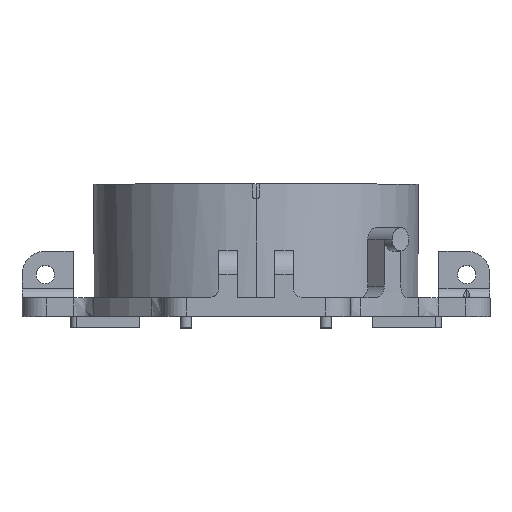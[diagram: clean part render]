
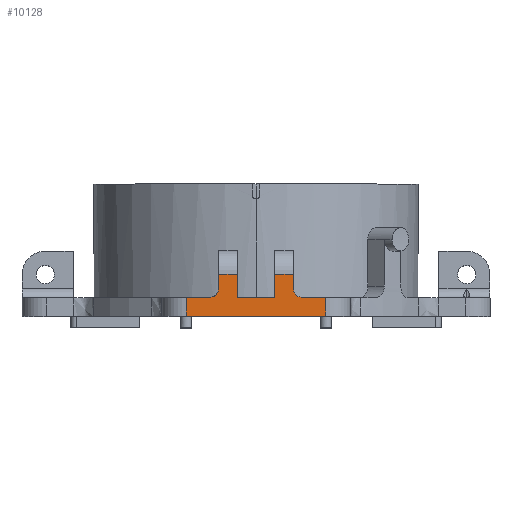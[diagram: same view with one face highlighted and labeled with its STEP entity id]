
A CAD part, top view. The second image highlights one B-rep face of the part: STEP entity #10128.
In plain terms, the highlighted planar face has unit normal (0, 0, 1).
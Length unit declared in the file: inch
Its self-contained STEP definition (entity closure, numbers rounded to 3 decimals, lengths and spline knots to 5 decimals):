
#44 = EDGE_CURVE ( 'NONE', #1324, #3093, #2680, .T. ) ;
#71 = VECTOR ( 'NONE', #2718, 39.37008 ) ;
#148 = VECTOR ( 'NONE', #5809, 39.37008 ) ;
#151 = CARTESIAN_POINT ( 'NONE',  ( -0.2, 0.165, 1.25421 ) ) ;
#156 = ORIENTED_EDGE ( 'NONE', *, *, #4409, .F. ) ;
#200 = ORIENTED_EDGE ( 'NONE', *, *, #6214, .T. ) ;
#219 = CARTESIAN_POINT ( 'NONE',  ( -0.2, 0.09, 1.25421 ) ) ;
#297 = LINE ( 'NONE', #3704, #8512 ) ;
#430 = VECTOR ( 'NONE', #1058, 39.37008 ) ;
#493 = DIRECTION ( 'NONE',  ( 1., 0., 0. ) ) ;
#558 = EDGE_CURVE ( 'NONE', #6053, #1224, #8374, .T. ) ;
#575 = LINE ( 'NONE', #2249, #8795 ) ;
#621 = EDGE_CURVE ( 'NONE', #9731, #10755, #9431, .T. ) ;
#732 = CARTESIAN_POINT ( 'NONE',  ( -0.1, 0.04, 1.25421 ) ) ;
#909 = LINE ( 'NONE', #3461, #1312 ) ;
#1058 = DIRECTION ( 'NONE',  ( -1., 0., 0. ) ) ;
#1152 = CARTESIAN_POINT ( 'NONE',  ( 0.2, 0.165, 1.25421 ) ) ;
#1153 = CARTESIAN_POINT ( 'NONE',  ( 0.2, 0.29, 1.25421 ) ) ;
#1224 = VERTEX_POINT ( 'NONE', #219 ) ;
#1231 = ORIENTED_EDGE ( 'NONE', *, *, #2608, .T. ) ;
#1251 = DIRECTION ( 'NONE',  ( 0., 0., -1. ) ) ;
#1252 = LINE ( 'NONE', #6117, #71 ) ;
#1260 = CIRCLE ( 'NONE', #4776, 0.05 ) ;
#1294 = EDGE_CURVE ( 'NONE', #9814, #6053, #8495, .T. ) ;
#1312 = VECTOR ( 'NONE', #3645, 39.37008 ) ;
#1324 = VERTEX_POINT ( 'NONE', #7132 ) ;
#1365 = CARTESIAN_POINT ( 'NONE',  ( -0.25, 0.09, 1.25421 ) ) ;
#1390 = EDGE_CURVE ( 'NONE', #1224, #1324, #10346, .T. ) ;
#1435 = ORIENTED_EDGE ( 'NONE', *, *, #3294, .T. ) ;
#2249 = CARTESIAN_POINT ( 'NONE',  ( -0.375, 1.10686, 1.25421 ) ) ;
#2306 = EDGE_CURVE ( 'NONE', #9282, #7420, #1260, .T. ) ;
#2345 = LINE ( 'NONE', #5535, #8853 ) ;
#2417 = EDGE_LOOP ( 'NONE', ( #156, #200, #6796, #1435, #10484, #10897, #4604, #3085, #5476, #2775, #10711, #2697, #1231, #4733 ) ) ;
#2420 = DIRECTION ( 'NONE',  ( 0., -1., 0. ) ) ;
#2608 = EDGE_CURVE ( 'NONE', #9731, #9282, #10404, .T. ) ;
#2680 = LINE ( 'NONE', #10332, #430 ) ;
#2697 = ORIENTED_EDGE ( 'NONE', *, *, #621, .F. ) ;
#2718 = DIRECTION ( 'NONE',  ( -1., 0., 0. ) ) ;
#2775 = ORIENTED_EDGE ( 'NONE', *, *, #4928, .T. ) ;
#2959 = CARTESIAN_POINT ( 'NONE',  ( 0., 0.165, 1.25421 ) ) ;
#3049 = CARTESIAN_POINT ( 'NONE',  ( -0.375, -0.06, 1.25421 ) ) ;
#3085 = ORIENTED_EDGE ( 'NONE', *, *, #1390, .T. ) ;
#3093 = VERTEX_POINT ( 'NONE', #8285 ) ;
#3261 = CARTESIAN_POINT ( 'NONE',  ( 0.25, 0.04, 1.25421 ) ) ;
#3294 = EDGE_CURVE ( 'NONE', #5030, #9655, #1252, .T. ) ;
#3360 = VECTOR ( 'NONE', #3663, 39.37008 ) ;
#3461 = CARTESIAN_POINT ( 'NONE',  ( 0.1, 0.29, 1.25421 ) ) ;
#3633 = VECTOR ( 'NONE', #10009, 39.37008 ) ;
#3645 = DIRECTION ( 'NONE',  ( 0., -1., 0. ) ) ;
#3663 = DIRECTION ( 'NONE',  ( 0., -1., 0. ) ) ;
#3704 = CARTESIAN_POINT ( 'NONE',  ( 0., 0.165, 1.25421 ) ) ;
#3880 = DIRECTION ( 'NONE',  ( 0., 0., -1. ) ) ;
#3894 = DIRECTION ( 'NONE',  ( 0., -1., 0. ) ) ;
#4409 = EDGE_CURVE ( 'NONE', #4510, #7420, #8670, .T. ) ;
#4510 = VERTEX_POINT ( 'NONE', #1152 ) ;
#4604 = ORIENTED_EDGE ( 'NONE', *, *, #558, .T. ) ;
#4733 = ORIENTED_EDGE ( 'NONE', *, *, #2306, .T. ) ;
#4776 = AXIS2_PLACEMENT_3D ( 'NONE', #10546, #1251, #9870 ) ;
#4928 = EDGE_CURVE ( 'NONE', #3093, #10067, #575, .T. ) ;
#4935 = CARTESIAN_POINT ( 'NONE',  ( 0.375, -0.06, 1.25421 ) ) ;
#5005 = AXIS2_PLACEMENT_3D ( 'NONE', #1365, #3880, #5597 ) ;
#5019 = CARTESIAN_POINT ( 'NONE',  ( -0.2, 0.29, 1.25421 ) ) ;
#5030 = VERTEX_POINT ( 'NONE', #5900 ) ;
#5193 = LINE ( 'NONE', #6953, #7159 ) ;
#5476 = ORIENTED_EDGE ( 'NONE', *, *, #44, .T. ) ;
#5535 = CARTESIAN_POINT ( 'NONE',  ( 0., -0.06, 1.25421 ) ) ;
#5585 = PLANE ( 'NONE',  #8459 ) ;
#5597 = DIRECTION ( 'NONE',  ( 1., 0., 0. ) ) ;
#5621 = CARTESIAN_POINT ( 'NONE',  ( 0., 1.10686, 1.25421 ) ) ;
#5809 = DIRECTION ( 'NONE',  ( 0., -1., 0. ) ) ;
#5860 = CARTESIAN_POINT ( 'NONE',  ( 0., 0.04, 1.25421 ) ) ;
#5900 = CARTESIAN_POINT ( 'NONE',  ( 0.1, 0.04, 1.25421 ) ) ;
#5921 = CARTESIAN_POINT ( 'NONE',  ( -0.1, 0.165, 1.25421 ) ) ;
#6053 = VERTEX_POINT ( 'NONE', #151 ) ;
#6117 = CARTESIAN_POINT ( 'NONE',  ( 0., 0.04, 1.25421 ) ) ;
#6214 = EDGE_CURVE ( 'NONE', #4510, #7205, #297, .T. ) ;
#6796 = ORIENTED_EDGE ( 'NONE', *, *, #8202, .T. ) ;
#6953 = CARTESIAN_POINT ( 'NONE',  ( -0.1, 0.29, 1.25421 ) ) ;
#7132 = CARTESIAN_POINT ( 'NONE',  ( -0.25, 0.04, 1.25421 ) ) ;
#7159 = VECTOR ( 'NONE', #7806, 39.37008 ) ;
#7205 = VERTEX_POINT ( 'NONE', #9528 ) ;
#7206 = EDGE_CURVE ( 'NONE', #9814, #9655, #5193, .T. ) ;
#7375 = DIRECTION ( 'NONE',  ( 0., 0., 1. ) ) ;
#7400 = CARTESIAN_POINT ( 'NONE',  ( 0.2, 0.09, 1.25421 ) ) ;
#7420 = VERTEX_POINT ( 'NONE', #7400 ) ;
#7684 = CARTESIAN_POINT ( 'NONE',  ( 0.375, 0.04, 1.25421 ) ) ;
#7806 = DIRECTION ( 'NONE',  ( 0., -1., 0. ) ) ;
#8202 = EDGE_CURVE ( 'NONE', #7205, #5030, #909, .T. ) ;
#8285 = CARTESIAN_POINT ( 'NONE',  ( -0.375, 0.04, 1.25421 ) ) ;
#8374 = LINE ( 'NONE', #5019, #9167 ) ;
#8459 = AXIS2_PLACEMENT_3D ( 'NONE', #5621, #7375, #493 ) ;
#8495 = LINE ( 'NONE', #2959, #9159 ) ;
#8512 = VECTOR ( 'NONE', #10559, 39.37008 ) ;
#8670 = LINE ( 'NONE', #1153, #3360 ) ;
#8795 = VECTOR ( 'NONE', #3894, 39.37008 ) ;
#8850 = DIRECTION ( 'NONE',  ( -1., 0., 0. ) ) ;
#8853 = VECTOR ( 'NONE', #9818, 39.37008 ) ;
#9159 = VECTOR ( 'NONE', #8850, 39.37008 ) ;
#9167 = VECTOR ( 'NONE', #2420, 39.37008 ) ;
#9212 = CARTESIAN_POINT ( 'NONE',  ( 0.375, 1.10686, 1.25421 ) ) ;
#9276 = EDGE_CURVE ( 'NONE', #10755, #10067, #2345, .T. ) ;
#9282 = VERTEX_POINT ( 'NONE', #3261 ) ;
#9431 = LINE ( 'NONE', #9212, #148 ) ;
#9528 = CARTESIAN_POINT ( 'NONE',  ( 0.1, 0.165, 1.25421 ) ) ;
#9655 = VERTEX_POINT ( 'NONE', #732 ) ;
#9731 = VERTEX_POINT ( 'NONE', #7684 ) ;
#9814 = VERTEX_POINT ( 'NONE', #5921 ) ;
#9818 = DIRECTION ( 'NONE',  ( -1., 0., 0. ) ) ;
#9870 = DIRECTION ( 'NONE',  ( 1., 0., 0. ) ) ;
#10009 = DIRECTION ( 'NONE',  ( -1., 0., 0. ) ) ;
#10067 = VERTEX_POINT ( 'NONE', #3049 ) ;
#10128 = ADVANCED_FACE ( 'NONE', ( #10429 ), #5585, .T. ) ;
#10332 = CARTESIAN_POINT ( 'NONE',  ( 0., 0.04, 1.25421 ) ) ;
#10346 = CIRCLE ( 'NONE', #5005, 0.05 ) ;
#10404 = LINE ( 'NONE', #5860, #3633 ) ;
#10429 = FACE_OUTER_BOUND ( 'NONE', #2417, .T. ) ;
#10484 = ORIENTED_EDGE ( 'NONE', *, *, #7206, .F. ) ;
#10546 = CARTESIAN_POINT ( 'NONE',  ( 0.25, 0.09, 1.25421 ) ) ;
#10559 = DIRECTION ( 'NONE',  ( -1., 0., 0. ) ) ;
#10711 = ORIENTED_EDGE ( 'NONE', *, *, #9276, .F. ) ;
#10755 = VERTEX_POINT ( 'NONE', #4935 ) ;
#10897 = ORIENTED_EDGE ( 'NONE', *, *, #1294, .T. ) ;
